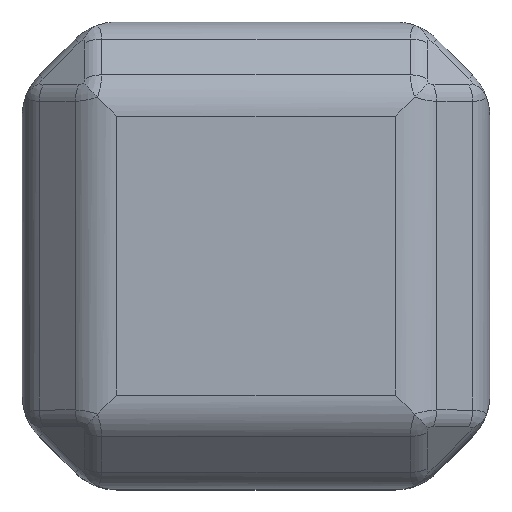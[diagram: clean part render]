
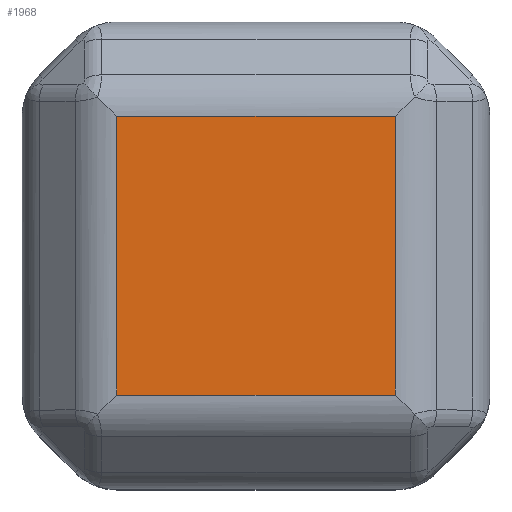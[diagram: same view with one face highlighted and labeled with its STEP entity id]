
A CAD part, top view. The second image highlights one B-rep face of the part: STEP entity #1968.
In plain terms, the highlighted planar face has unit normal (0, 0, 1).
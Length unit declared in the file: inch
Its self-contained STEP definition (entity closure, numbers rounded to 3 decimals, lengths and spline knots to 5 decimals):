
#283=LINE('',#3959,#379);
#284=LINE('',#3966,#380);
#300=LINE('',#4291,#396);
#301=LINE('',#4293,#397);
#379=VECTOR('',#2687,0.59645);
#380=VECTOR('',#2696,0.59645);
#396=VECTOR('',#2798,0.59645);
#397=VECTOR('',#2801,0.59645);
#422=PLANE('',#2221);
#604=FACE_OUTER_BOUND('',#736,.T.);
#736=EDGE_LOOP('',(#1829,#1830,#1831,#1832));
#936=VERTEX_POINT('',#3956);
#937=VERTEX_POINT('',#3958);
#939=VERTEX_POINT('',#3964);
#965=VERTEX_POINT('',#4289);
#1199=EDGE_CURVE('',#936,#937,#283,.T.);
#1203=EDGE_CURVE('',#939,#936,#284,.T.);
#1256=EDGE_CURVE('',#965,#939,#300,.T.);
#1257=EDGE_CURVE('',#937,#965,#301,.T.);
#1829=ORIENTED_EDGE('',*,*,#1203,.F.);
#1830=ORIENTED_EDGE('',*,*,#1256,.F.);
#1831=ORIENTED_EDGE('',*,*,#1257,.F.);
#1832=ORIENTED_EDGE('',*,*,#1199,.F.);
#1968=ADVANCED_FACE('',(#604),#422,.T.);
#2221=AXIS2_PLACEMENT_3D('',#4302,#2817,#2818);
#2687=DIRECTION('',(0.,-1.,0.));
#2696=DIRECTION('',(1.,0.,0.));
#2798=DIRECTION('',(0.,1.,0.));
#2801=DIRECTION('',(-1.,0.,0.));
#2817=DIRECTION('center_axis',(0.,0.,1.));
#2818=DIRECTION('ref_axis',(1.,0.,0.));
#3956=CARTESIAN_POINT('',(0.79822,0.79822,1.));
#3958=CARTESIAN_POINT('',(0.79822,0.20178,1.));
#3959=CARTESIAN_POINT('',(0.79822,0.375,1.));
#3964=CARTESIAN_POINT('',(0.20178,0.79822,1.));
#3966=CARTESIAN_POINT('',(0.625,0.79822,1.));
#4289=CARTESIAN_POINT('',(0.20178,0.20178,1.));
#4291=CARTESIAN_POINT('',(0.20178,0.625,1.));
#4293=CARTESIAN_POINT('',(0.375,0.20178,1.));
#4302=CARTESIAN_POINT('Origin',(0.5,0.5,1.));
